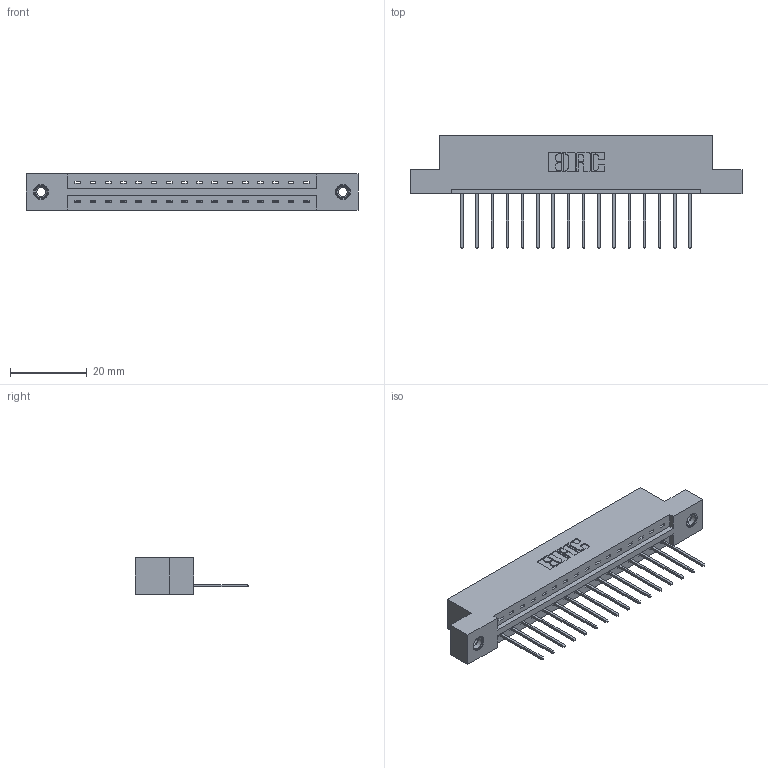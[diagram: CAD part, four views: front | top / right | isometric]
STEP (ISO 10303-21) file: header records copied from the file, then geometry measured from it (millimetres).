
FILE_DESCRIPTION (( 'STEP AP203' ), '1' );
FILE_NAME ('337-016-540-108.STEP', '2019-09-28T17:42:21', ( '' ), ( '' ), 'SwSTEP 2.0', 'SolidWorks 2016', '' );
FILE_SCHEMA (( 'CONFIG_CONTROL_DESIGN' ));
Length unit declared in the file: inch
Products named in the file (4): 337 Part_Flush Mounting Lugs - 0.156 Dia-TI; 345-250-001_345-250-003-102; 337-016-540-108; 345-292-001_345-293-140
Assembly tree (19 placements, depth 2):
  337-016-540-108
    337 Part_Flush Mounting Lugs - 0.156 Dia-TI
    345-292-001_345-293-140  x16
    345-250-001_345-250-003-102  x2
Bounding box: 86.41 x 29.47 x 9.4 mm (x, y, z)
Volume: 8670.7 mm3; surface area: 9006.1 mm2
Topology: 19 solids, 19 shells, 1166 faces, 3455 edges, 2274 vertices
Faces by surface type: plane 838, cylinder 312, cone 12, torus 4
Entity records: 16460 total; most frequent: CARTESIAN_POINT 2845, ORIENTED_EDGE 2790, DIRECTION 2481, EDGE_CURVE 1395, VECTOR 1247, LINE 1247, VERTEX_POINT 924, AXIS2_PLACEMENT_3D 617
